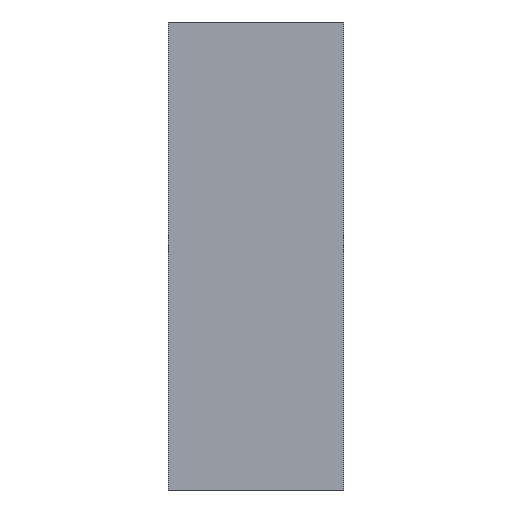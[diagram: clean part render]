
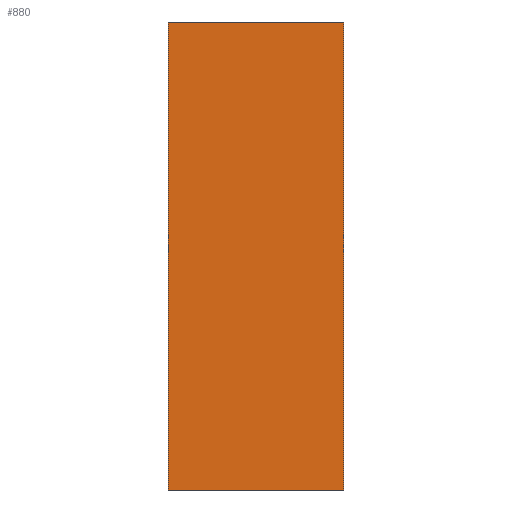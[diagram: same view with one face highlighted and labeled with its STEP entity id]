
A CAD part, left-side view. The second image highlights one B-rep face of the part: STEP entity #880.
In plain terms, the highlighted planar face has unit normal (-1, 0, 0).
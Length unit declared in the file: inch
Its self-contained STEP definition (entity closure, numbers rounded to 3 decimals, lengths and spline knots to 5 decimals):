
#72=PLANE('',#992);
#114=FACE_OUTER_BOUND('',#178,.T.);
#178=EDGE_LOOP('',(#804,#805,#806,#807));
#223=LINE('',#1381,#295);
#229=LINE('',#1407,#301);
#254=LINE('',#1487,#326);
#255=LINE('',#1489,#327);
#295=VECTOR('',#1117,0.3937);
#301=VECTOR('',#1141,0.3937);
#326=VECTOR('',#1242,0.3937);
#327=VECTOR('',#1245,0.3937);
#425=VERTEX_POINT('',#1375);
#427=VERTEX_POINT('',#1379);
#437=VERTEX_POINT('',#1404);
#438=VERTEX_POINT('',#1406);
#519=EDGE_CURVE('',#425,#427,#223,.T.);
#533=EDGE_CURVE('',#437,#438,#229,.T.);
#574=EDGE_CURVE('',#427,#438,#254,.T.);
#575=EDGE_CURVE('',#425,#437,#255,.T.);
#804=ORIENTED_EDGE('',*,*,#519,.T.);
#805=ORIENTED_EDGE('',*,*,#574,.T.);
#806=ORIENTED_EDGE('',*,*,#533,.F.);
#807=ORIENTED_EDGE('',*,*,#575,.F.);
#880=ADVANCED_FACE('',(#114),#72,.T.);
#992=AXIS2_PLACEMENT_3D('',#1488,#1243,#1244);
#1117=DIRECTION('',(0.,0.,1.));
#1141=DIRECTION('',(0.,0.,1.));
#1242=DIRECTION('',(0.,1.,0.));
#1243=DIRECTION('center_axis',(-1.,0.,0.));
#1244=DIRECTION('ref_axis',(0.,0.,1.));
#1245=DIRECTION('',(0.,1.,0.));
#1375=CARTESIAN_POINT('',(-8.,0.,-8.));
#1379=CARTESIAN_POINT('',(-8.,0.,0.));
#1381=CARTESIAN_POINT('',(-8.,0.,-8.));
#1404=CARTESIAN_POINT('',(-8.,3.,-8.));
#1406=CARTESIAN_POINT('',(-8.,3.,0.));
#1407=CARTESIAN_POINT('',(-8.,3.,-8.));
#1487=CARTESIAN_POINT('',(-8.,0.,0.));
#1488=CARTESIAN_POINT('Origin',(-8.,0.,-8.));
#1489=CARTESIAN_POINT('',(-8.,0.,-8.));
